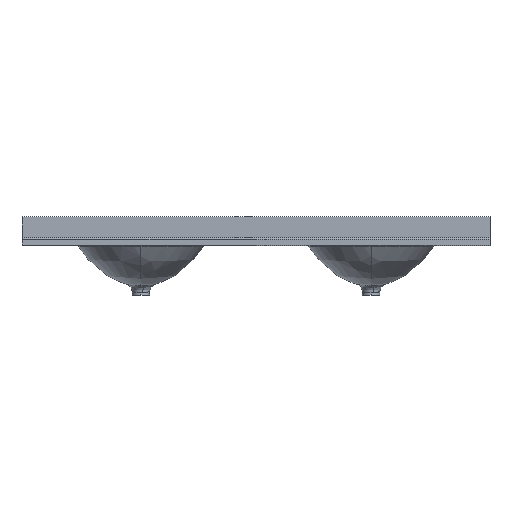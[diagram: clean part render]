
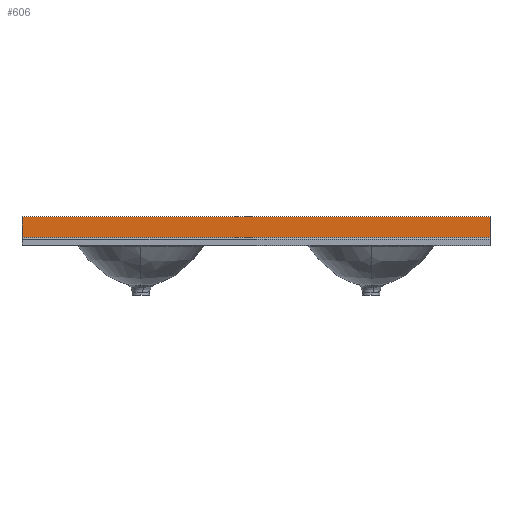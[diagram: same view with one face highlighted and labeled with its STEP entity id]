
A CAD part, top view. The second image highlights one B-rep face of the part: STEP entity #606.
In plain terms, the highlighted planar face has unit normal (0, 0, 1).
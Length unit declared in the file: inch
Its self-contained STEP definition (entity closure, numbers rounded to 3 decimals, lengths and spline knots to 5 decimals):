
#606 = ADVANCED_FACE ( 'NONE', ( #5331 ), #11851, .F. ) ;
#693 = LINE ( 'NONE', #4920, #10184 ) ;
#1082 = VERTEX_POINT ( 'NONE', #10981 ) ;
#2420 = CARTESIAN_POINT ( 'NONE',  ( 45.5, 0.3, -7.625 ) ) ;
#2782 = LINE ( 'NONE', #12113, #12974 ) ;
#2859 = VECTOR ( 'NONE', #13902, 39.37008 ) ;
#2941 = DIRECTION ( 'NONE',  ( 1., 0., 0. ) ) ;
#3092 = LINE ( 'NONE', #5902, #2859 ) ;
#3425 = DIRECTION ( 'NONE',  ( 1., 0., 0. ) ) ;
#3952 = EDGE_CURVE ( 'NONE', #12633, #11539, #8577, .T. ) ;
#4920 = CARTESIAN_POINT ( 'NONE',  ( -15.5, 0.3, -7.625 ) ) ;
#5284 = ORIENTED_EDGE ( 'NONE', *, *, #17260, .T. ) ;
#5331 = FACE_OUTER_BOUND ( 'NONE', #8114, .T. ) ;
#5760 = DIRECTION ( 'NONE',  ( 0., -1., 0. ) ) ;
#5902 = CARTESIAN_POINT ( 'NONE',  ( 45.5, 3., -7.625 ) ) ;
#6095 = CARTESIAN_POINT ( 'NONE',  ( 45.5, 3., -7.625 ) ) ;
#6449 = VERTEX_POINT ( 'NONE', #2420 ) ;
#6530 = VECTOR ( 'NONE', #2941, 39.37008 ) ;
#6768 = ORIENTED_EDGE ( 'NONE', *, *, #15642, .F. ) ;
#7380 = AXIS2_PLACEMENT_3D ( 'NONE', #16048, #17277, #13156 ) ;
#8114 = EDGE_LOOP ( 'NONE', ( #16533, #5284, #6768, #12525 ) ) ;
#8143 = EDGE_CURVE ( 'NONE', #12633, #1082, #2782, .T. ) ;
#8577 = LINE ( 'NONE', #16294, #6530 ) ;
#10184 = VECTOR ( 'NONE', #3425, 39.37008 ) ;
#10981 = CARTESIAN_POINT ( 'NONE',  ( -15.5, 0.3, -7.625 ) ) ;
#11539 = VERTEX_POINT ( 'NONE', #6095 ) ;
#11851 = PLANE ( 'NONE',  #7380 ) ;
#12113 = CARTESIAN_POINT ( 'NONE',  ( -15.5, 3., -7.625 ) ) ;
#12525 = ORIENTED_EDGE ( 'NONE', *, *, #3952, .F. ) ;
#12633 = VERTEX_POINT ( 'NONE', #14984 ) ;
#12974 = VECTOR ( 'NONE', #5760, 39.37008 ) ;
#13156 = DIRECTION ( 'NONE',  ( -1., 0., 0. ) ) ;
#13902 = DIRECTION ( 'NONE',  ( 0., -1., 0. ) ) ;
#14984 = CARTESIAN_POINT ( 'NONE',  ( -15.5, 3., -7.625 ) ) ;
#15642 = EDGE_CURVE ( 'NONE', #11539, #6449, #3092, .T. ) ;
#16048 = CARTESIAN_POINT ( 'NONE',  ( -15.5, 3., -7.625 ) ) ;
#16294 = CARTESIAN_POINT ( 'NONE',  ( -15.5, 3., -7.625 ) ) ;
#16533 = ORIENTED_EDGE ( 'NONE', *, *, #8143, .T. ) ;
#17260 = EDGE_CURVE ( 'NONE', #1082, #6449, #693, .T. ) ;
#17277 = DIRECTION ( 'NONE',  ( 0., 0., -1. ) ) ;
